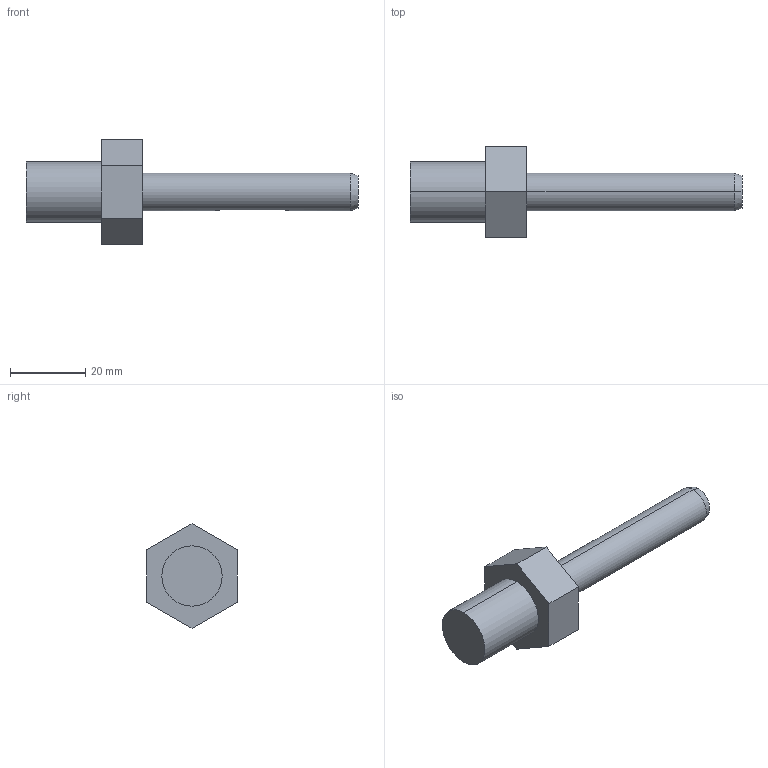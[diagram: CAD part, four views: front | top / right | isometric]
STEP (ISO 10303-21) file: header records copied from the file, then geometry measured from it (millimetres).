
FILE_DESCRIPTION (( 'STEP AP214' ), '1' );
FILE_NAME ('BGS_P1_USI_001.STEP', '2021-01-20T16:59:13', ( '' ), ( '' ), 'SwSTEP 2.0', 'SolidWorks 2016', '' );
FILE_SCHEMA (( 'AUTOMOTIVE_DESIGN' ));
Length unit declared in the file: millimetre
Products named in the file (1): BGS_P1_USI_001
Bounding box: 88 x 24 x 27.71 mm (x, y, z)
Volume: 13863.1 mm3; surface area: 4754.5 mm2
Topology: 1 solids, 1 shells, 22 faces, 51 edges, 33 vertices
Faces by surface type: plane 13, cylinder 7, cone 2
Entity records: 702 total; most frequent: CARTESIAN_POINT 159, DIRECTION 106, ORIENTED_EDGE 102, EDGE_CURVE 51, AXIS2_PLACEMENT_3D 36, VECTOR 34, LINE 34, VERTEX_POINT 33
